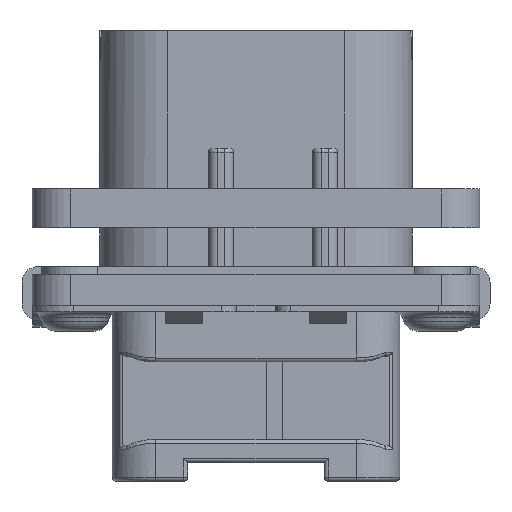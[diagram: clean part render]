
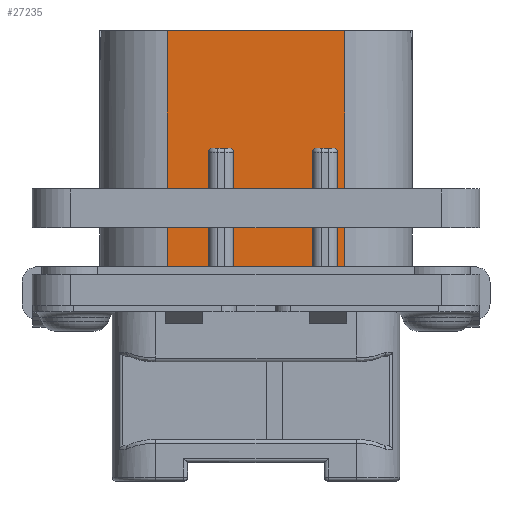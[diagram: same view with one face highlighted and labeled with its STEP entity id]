
A CAD part, front view. The second image highlights one B-rep face of the part: STEP entity #27235.
In plain terms, the highlighted planar face has unit normal (0, -1, 0).
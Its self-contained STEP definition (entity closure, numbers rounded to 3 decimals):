
#1218=DIRECTION('',(1.,0.,0.));
#1219=VECTOR('',#1218,11.4);
#1220=CARTESIAN_POINT('',(-5.7,-9.,17.67));
#1221=LINE('',#1220,#1219);
#1437=DIRECTION('',(0.,0.,1.));
#1438=VECTOR('',#1437,7.87);
#1439=CARTESIAN_POINT('',(-1.44,-9.,2.));
#1440=LINE('',#1439,#1438);
#1441=DIRECTION('',(1.,0.,0.));
#1442=VECTOR('',#1441,1.1);
#1443=CARTESIAN_POINT('',(-2.79,-9.,10.12));
#1444=LINE('',#1443,#1442);
#1445=DIRECTION('',(0.,0.,1.));
#1446=VECTOR('',#1445,7.87);
#1447=CARTESIAN_POINT('',(-3.04,-9.,2.));
#1448=LINE('',#1447,#1446);
#1449=DIRECTION('',(0.,0.,-1.));
#1450=VECTOR('',#1449,15.67);
#1451=CARTESIAN_POINT('',(-5.7,-9.,17.67));
#1452=LINE('',#1451,#1450);
#1453=DIRECTION('',(0.,0.,-1.));
#1454=VECTOR('',#1453,15.67);
#1455=CARTESIAN_POINT('',(5.7,-9.,17.67));
#1456=LINE('',#1455,#1454);
#1457=DIRECTION('',(0.,0.,1.));
#1458=VECTOR('',#1457,7.87);
#1459=CARTESIAN_POINT('',(5.25,-9.,2.));
#1460=LINE('',#1459,#1458);
#1461=DIRECTION('',(1.,0.,0.));
#1462=VECTOR('',#1461,1.1);
#1463=CARTESIAN_POINT('',(3.9,-9.,10.12));
#1464=LINE('',#1463,#1462);
#1465=DIRECTION('',(0.,0.,1.));
#1466=VECTOR('',#1465,7.87);
#1467=CARTESIAN_POINT('',(3.65,-9.,2.));
#1468=LINE('',#1467,#1466);
#1482=CARTESIAN_POINT('',(-1.69,-9.,9.87));
#1483=DIRECTION('',(0.,1.,0.));
#1484=DIRECTION('',(0.,0.,1.));
#1485=AXIS2_PLACEMENT_3D('',#1482,#1483,#1484);
#1565=DIRECTION('',(1.,0.,0.));
#1566=VECTOR('',#1565,5.09);
#1567=CARTESIAN_POINT('',(-1.44,-9.,2.));
#1568=LINE('',#1567,#1566);
#1581=CARTESIAN_POINT('',(3.9,-9.,9.87));
#1582=DIRECTION('',(0.,1.,0.));
#1583=DIRECTION('',(-1.,0.,0.));
#1584=AXIS2_PLACEMENT_3D('',#1581,#1582,#1583);
#1613=CARTESIAN_POINT('',(5.,-9.,9.87));
#1614=DIRECTION('',(0.,1.,0.));
#1615=DIRECTION('',(0.,0.,1.));
#1616=AXIS2_PLACEMENT_3D('',#1613,#1614,#1615);
#1634=DIRECTION('',(1.,0.,0.));
#1635=VECTOR('',#1634,0.45);
#1636=CARTESIAN_POINT('',(5.25,-9.,2.));
#1637=LINE('',#1636,#1635);
#4187=DIRECTION('',(1.,0.,0.));
#4188=VECTOR('',#4187,2.66);
#4189=CARTESIAN_POINT('',(-5.7,-9.,2.));
#4190=LINE('',#4189,#4188);
#10402=CARTESIAN_POINT('',(-2.79,-9.,9.87));
#10403=DIRECTION('',(0.,1.,0.));
#10404=DIRECTION('',(-1.,0.,0.));
#10405=AXIS2_PLACEMENT_3D('',#10402,#10403,#10404);
#21719=CARTESIAN_POINT('',(-5.7,-9.,17.67));
#21720=CARTESIAN_POINT('',(-5.7,-9.,2.));
#21721=VERTEX_POINT('',#21719);
#21722=VERTEX_POINT('',#21720);
#21723=CARTESIAN_POINT('',(5.7,-9.,17.67));
#21724=CARTESIAN_POINT('',(5.7,-9.,2.));
#21725=VERTEX_POINT('',#21723);
#21726=VERTEX_POINT('',#21724);
#23652=CARTESIAN_POINT('',(-3.04,-9.,2.));
#23653=VERTEX_POINT('',#23652);
#23654=CARTESIAN_POINT('',(-1.44,-9.,2.));
#23655=CARTESIAN_POINT('',(3.65,-9.,2.));
#23656=VERTEX_POINT('',#23654);
#23657=VERTEX_POINT('',#23655);
#23658=CARTESIAN_POINT('',(5.25,-9.,2.));
#23659=VERTEX_POINT('',#23658);
#23741=CARTESIAN_POINT('',(-1.44,-9.,9.87));
#23743=VERTEX_POINT('',#23741);
#23745=CARTESIAN_POINT('',(-1.69,-9.,10.12));
#23747=VERTEX_POINT('',#23745);
#23760=CARTESIAN_POINT('',(-2.79,-9.,10.12));
#23761=VERTEX_POINT('',#23760);
#23762=CARTESIAN_POINT('',(-3.04,-9.,9.87));
#23763=VERTEX_POINT('',#23762);
#23765=CARTESIAN_POINT('',(5.25,-9.,9.87));
#23767=VERTEX_POINT('',#23765);
#23769=CARTESIAN_POINT('',(5.,-9.,10.12));
#23771=VERTEX_POINT('',#23769);
#23784=CARTESIAN_POINT('',(3.9,-9.,10.12));
#23785=VERTEX_POINT('',#23784);
#23786=CARTESIAN_POINT('',(3.65,-9.,9.87));
#23787=VERTEX_POINT('',#23786);
#27198=CARTESIAN_POINT('',(-10.05,-9.,2.));
#27199=DIRECTION('',(0.,-1.,0.));
#27200=DIRECTION('',(1.,0.,0.));
#27201=AXIS2_PLACEMENT_3D('',#27198,#27199,#27200);
#27202=PLANE('',#27201);
#27204=ORIENTED_EDGE('',*,*,#27203,.T.);
#27206=ORIENTED_EDGE('',*,*,#27205,.F.);
#27208=ORIENTED_EDGE('',*,*,#27207,.F.);
#27210=ORIENTED_EDGE('',*,*,#27209,.F.);
#27212=ORIENTED_EDGE('',*,*,#27211,.F.);
#27214=ORIENTED_EDGE('',*,*,#27213,.F.);
#27216=ORIENTED_EDGE('',*,*,#27215,.F.);
#27217=ORIENTED_EDGE('',*,*,#27085,.T.);
#27218=ORIENTED_EDGE('',*,*,#26995,.T.);
#27220=ORIENTED_EDGE('',*,*,#27219,.F.);
#27222=ORIENTED_EDGE('',*,*,#27221,.T.);
#27224=ORIENTED_EDGE('',*,*,#27223,.F.);
#27226=ORIENTED_EDGE('',*,*,#27225,.F.);
#27228=ORIENTED_EDGE('',*,*,#27227,.F.);
#27230=ORIENTED_EDGE('',*,*,#27229,.F.);
#27232=ORIENTED_EDGE('',*,*,#27231,.F.);
#27233=EDGE_LOOP('',(#27204,#27206,#27208,#27210,#27212,#27214,#27216,#27217,
#27218,#27220,#27222,#27224,#27226,#27228,#27230,#27232));
#27234=FACE_OUTER_BOUND('',#27233,.F.);
#27235=ADVANCED_FACE('',(#27234),#27202,.T.);
#1486=CIRCLE('',#1485,0.25);
#1585=CIRCLE('',#1584,0.25);
#1617=CIRCLE('',#1616,0.25);
#10406=CIRCLE('',#10405,0.25);
#26995=EDGE_CURVE('',#21725,#21726,#1456,.T.);
#27085=EDGE_CURVE('',#21721,#21725,#1221,.T.);
#27203=EDGE_CURVE('',#23656,#23743,#1440,.T.);
#27205=EDGE_CURVE('',#23747,#23743,#1486,.T.);
#27207=EDGE_CURVE('',#23761,#23747,#1444,.T.);
#27209=EDGE_CURVE('',#23763,#23761,#10406,.T.);
#27211=EDGE_CURVE('',#23653,#23763,#1448,.T.);
#27213=EDGE_CURVE('',#21722,#23653,#4190,.T.);
#27215=EDGE_CURVE('',#21721,#21722,#1452,.T.);
#27219=EDGE_CURVE('',#23659,#21726,#1637,.T.);
#27221=EDGE_CURVE('',#23659,#23767,#1460,.T.);
#27223=EDGE_CURVE('',#23771,#23767,#1617,.T.);
#27225=EDGE_CURVE('',#23785,#23771,#1464,.T.);
#27227=EDGE_CURVE('',#23787,#23785,#1585,.T.);
#27229=EDGE_CURVE('',#23657,#23787,#1468,.T.);
#27231=EDGE_CURVE('',#23656,#23657,#1568,.T.);
